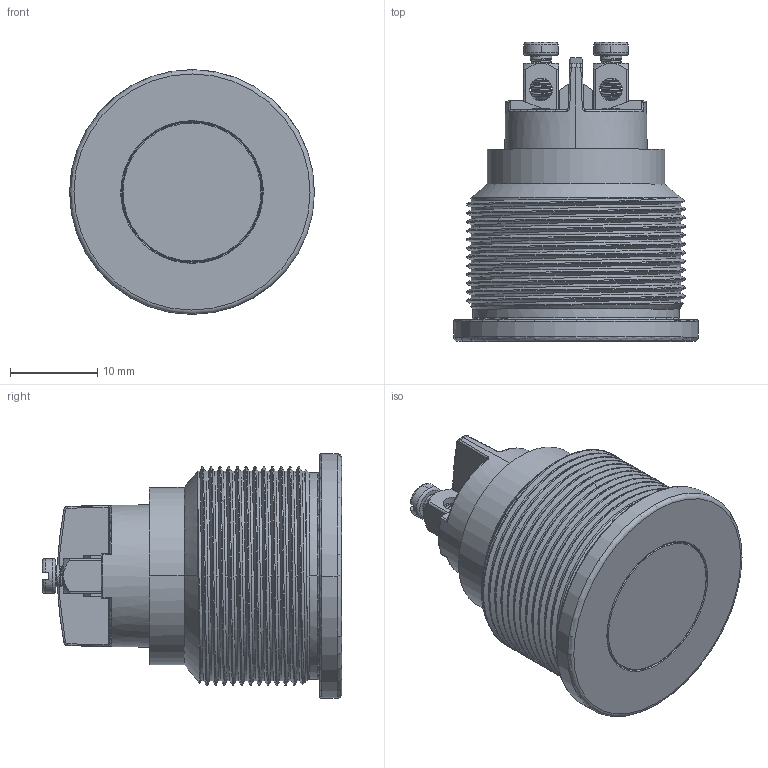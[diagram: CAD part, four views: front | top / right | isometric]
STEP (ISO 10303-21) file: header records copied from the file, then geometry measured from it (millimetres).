
FILE_DESCRIPTION(/* description */ (''),/* implementation_level */ '2;1');
FILE_NAME(/* name */ 'PVL25FSxxx.stp',/* time_stamp */ '2024-12-18T09:17:25-06:00',/* author */ ('jsteinblock'),/* organization */ (''),/* preprocessor_version */ 'ST-DEVELOPER v20',/* originating_system */ 'Autodesk Inventor 2022',/* authorisation */ '');
FILE_SCHEMA (('AUTOMOTIVE_DESIGN { 1 0 10303 214 3 1 1 }'));
Products named in the file (1): PVL25FSxxx
Bounding box: 28 x 34.21 x 28 mm (x, y, z)
Volume: 3355.4 mm3; surface area: 7152.3 mm2
Topology: 4 solids, 4 shells, 471 faces, 1360 edges, 893 vertices
Faces by surface type: bspline 297, plane 130, cylinder 27, torus 17
Entity records: 67421 total; most frequent: CARTESIAN_POINT 57161, ORIENTED_EDGE 2720, EDGE_CURVE 1360, DIRECTION 1109, VERTEX_POINT 893, B_SPLINE_CURVE_WITH_KNOTS 737, EDGE_LOOP 519, LINE 487
